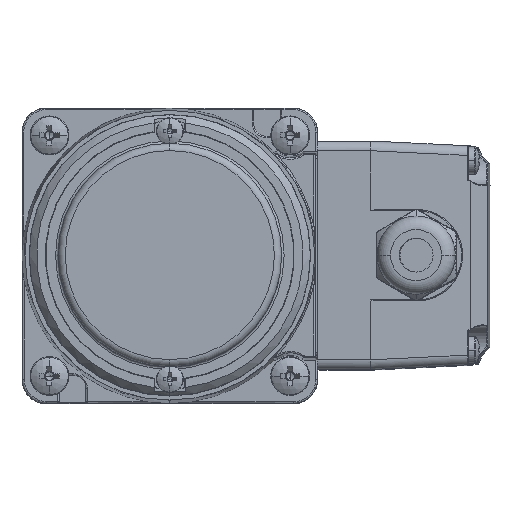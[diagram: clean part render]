
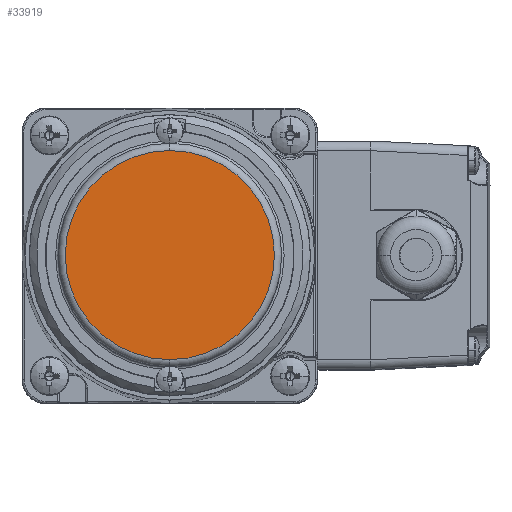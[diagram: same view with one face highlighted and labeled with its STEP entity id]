
A CAD part, top view. The second image highlights one B-rep face of the part: STEP entity #33919.
In plain terms, the highlighted face is planar.
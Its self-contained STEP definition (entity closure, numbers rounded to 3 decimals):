
#297 = DIRECTION ( 'NONE',  ( -1., 0., 0. ) ) ;
#2588 = EDGE_CURVE ( 'NONE', #24989, #12255, #21257, .T. ) ;
#3374 = CIRCLE ( 'NONE', #38509, 21.5 ) ;
#6470 = DIRECTION ( 'NONE',  ( 0., 0., 1. ) ) ;
#9921 = ORIENTED_EDGE ( 'NONE', *, *, #2588, .F. ) ;
#12255 = VERTEX_POINT ( 'NONE', #24842 ) ;
#14634 = CARTESIAN_POINT ( 'NONE',  ( -87.75, 0., 0. ) ) ;
#17246 = EDGE_LOOP ( 'NONE', ( #9921, #20026 ) ) ;
#20026 = ORIENTED_EDGE ( 'NONE', *, *, #28013, .F. ) ;
#20717 = CARTESIAN_POINT ( 'NONE',  ( -87.75, 0., 0. ) ) ;
#21257 = CIRCLE ( 'NONE', #37701, 21.5 ) ;
#24842 = CARTESIAN_POINT ( 'NONE',  ( -87.75, 0., 21.5 ) ) ;
#24915 = DIRECTION ( 'NONE',  ( 1., 0., 0. ) ) ;
#24989 = VERTEX_POINT ( 'NONE', #33708 ) ;
#28013 = EDGE_CURVE ( 'NONE', #12255, #24989, #3374, .T. ) ;
#28416 = DIRECTION ( 'NONE',  ( 0., 0., -1. ) ) ;
#32350 = CARTESIAN_POINT ( 'NONE',  ( -87.75, 0., 0. ) ) ;
#33708 = CARTESIAN_POINT ( 'NONE',  ( -87.75, 0., -21.5 ) ) ;
#33919 = ADVANCED_FACE ( 'NONE', ( #35191 ), #39405, .T. ) ;
#35191 = FACE_OUTER_BOUND ( 'NONE', #17246, .T. ) ;
#37701 = AXIS2_PLACEMENT_3D ( 'NONE', #20717, #45545, #28416 ) ;
#38509 = AXIS2_PLACEMENT_3D ( 'NONE', #14634, #24915, #6470 ) ;
#39364 = AXIS2_PLACEMENT_3D ( 'NONE', #32350, #297, #39637 ) ;
#39405 = PLANE ( 'NONE',  #39364 ) ;
#39637 = DIRECTION ( 'NONE',  ( 0., 0., 1. ) ) ;
#45545 = DIRECTION ( 'NONE',  ( 1., 0., 0. ) ) ;
